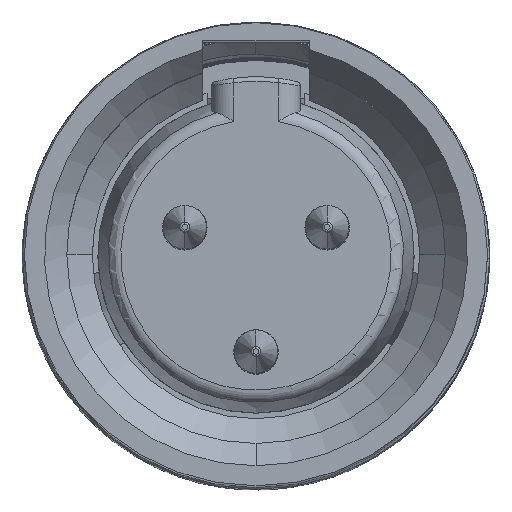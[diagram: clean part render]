
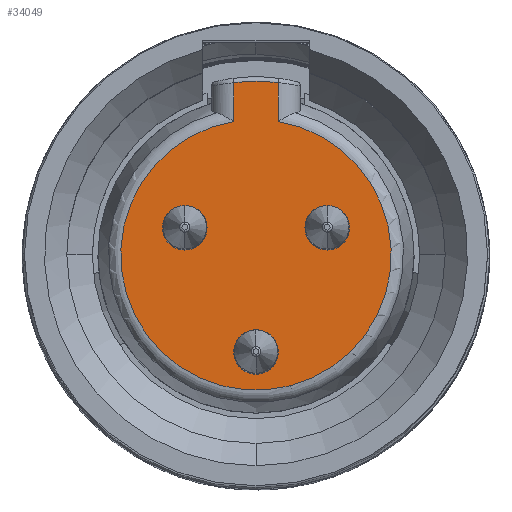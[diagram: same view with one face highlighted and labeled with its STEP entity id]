
A CAD part, top view. The second image highlights one B-rep face of the part: STEP entity #34049.
In plain terms, the highlighted planar face has unit normal (0, 0, 1).
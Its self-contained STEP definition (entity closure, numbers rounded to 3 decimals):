
#786 = DIRECTION ( 'NONE',  ( 0., 0., 1. ) ) ;
#798 = AXIS2_PLACEMENT_3D ( 'NONE', #43226, #29550, #36375 ) ;
#992 = ORIENTED_EDGE ( 'NONE', *, *, #31769, .F. ) ;
#1268 = VERTEX_POINT ( 'NONE', #31759 ) ;
#1529 = ORIENTED_EDGE ( 'NONE', *, *, #28557, .F. ) ;
#1798 = CIRCLE ( 'NONE', #28374, 0.5 ) ;
#2526 = PLANE ( 'NONE',  #35591 ) ;
#3095 = EDGE_LOOP ( 'NONE', ( #38972, #13903, #1529, #992 ) ) ;
#3288 = CARTESIAN_POINT ( 'NONE',  ( -1.6, 0.61, -8.8 ) ) ;
#4359 = AXIS2_PLACEMENT_3D ( 'NONE', #33627, #13617, #43881 ) ;
#5575 = DIRECTION ( 'NONE',  ( 1., 0., 0. ) ) ;
#6354 = FACE_BOUND ( 'NONE', #40395, .T. ) ;
#7371 = CARTESIAN_POINT ( 'NONE',  ( 1.6, 0.61, -8.8 ) ) ;
#7615 = LINE ( 'NONE', #29424, #26724 ) ;
#8020 = AXIS2_PLACEMENT_3D ( 'NONE', #27753, #786, #13273 ) ;
#8460 = AXIS2_PLACEMENT_3D ( 'NONE', #3288, #9826, #27032 ) ;
#9054 = CARTESIAN_POINT ( 'NONE',  ( 0., 0., -8.8 ) ) ;
#9471 = CARTESIAN_POINT ( 'NONE',  ( -0.5, 2.996, -8.8 ) ) ;
#9826 = DIRECTION ( 'NONE',  ( 0., 0., -1. ) ) ;
#10301 = CARTESIAN_POINT ( 'NONE',  ( 0.5, 3.868, -8.8 ) ) ;
#10314 = EDGE_LOOP ( 'NONE', ( #33773, #37873 ) ) ;
#10803 = CARTESIAN_POINT ( 'NONE',  ( 0., 0., -8.8 ) ) ;
#11062 = DIRECTION ( 'NONE',  ( 0., 0., -1. ) ) ;
#11206 = EDGE_CURVE ( 'NONE', #14497, #24152, #24830, .T. ) ;
#12559 = DIRECTION ( 'NONE',  ( 0., 0., -1. ) ) ;
#13155 = VERTEX_POINT ( 'NONE', #27821 ) ;
#13273 = DIRECTION ( 'NONE',  ( -0.165, 0.986, 0. ) ) ;
#13617 = DIRECTION ( 'NONE',  ( 0., 0., -1. ) ) ;
#13903 = ORIENTED_EDGE ( 'NONE', *, *, #22861, .T. ) ;
#14497 = VERTEX_POINT ( 'NONE', #28135 ) ;
#14615 = EDGE_LOOP ( 'NONE', ( #25279, #17442 ) ) ;
#14950 = CIRCLE ( 'NONE', #24456, 0.5 ) ;
#15635 = VERTEX_POINT ( 'NONE', #37815 ) ;
#17347 = VERTEX_POINT ( 'NONE', #36346 ) ;
#17442 = ORIENTED_EDGE ( 'NONE', *, *, #41100, .T. ) ;
#17496 = EDGE_CURVE ( 'NONE', #13155, #18790, #36893, .T. ) ;
#18088 = LINE ( 'NONE', #9471, #37648 ) ;
#18790 = VERTEX_POINT ( 'NONE', #20787 ) ;
#18885 = DIRECTION ( 'NONE',  ( 1., 0., 0. ) ) ;
#19212 = CIRCLE ( 'NONE', #8020, 3.037 ) ;
#20191 = VERTEX_POINT ( 'NONE', #20567 ) ;
#20410 = EDGE_CURVE ( 'NONE', #24152, #14497, #1798, .T. ) ;
#20567 = CARTESIAN_POINT ( 'NONE',  ( 0.5, -2.18, -8.8 ) ) ;
#20787 = CARTESIAN_POINT ( 'NONE',  ( -1.1, 0.61, -8.8 ) ) ;
#22083 = DIRECTION ( 'NONE',  ( 0., 0., -1. ) ) ;
#22731 = AXIS2_PLACEMENT_3D ( 'NONE', #22822, #12559, #30023 ) ;
#22822 = CARTESIAN_POINT ( 'NONE',  ( 0., -2.18, -8.8 ) ) ;
#22861 = EDGE_CURVE ( 'NONE', #17347, #1268, #19212, .T. ) ;
#24152 = VERTEX_POINT ( 'NONE', #42814 ) ;
#24456 = AXIS2_PLACEMENT_3D ( 'NONE', #32421, #22083, #5575 ) ;
#24830 = CIRCLE ( 'NONE', #4359, 0.5 ) ;
#25279 = ORIENTED_EDGE ( 'NONE', *, *, #28526, .T. ) ;
#26381 = DIRECTION ( 'NONE',  ( 0., 1., 0. ) ) ;
#26724 = VECTOR ( 'NONE', #32996, 1000. ) ;
#27032 = DIRECTION ( 'NONE',  ( -1., 0., 0. ) ) ;
#27753 = CARTESIAN_POINT ( 'NONE',  ( 0., 0., -8.8 ) ) ;
#27821 = CARTESIAN_POINT ( 'NONE',  ( -2.1, 0.61, -8.8 ) ) ;
#28135 = CARTESIAN_POINT ( 'NONE',  ( 1.1, 0.61, -8.8 ) ) ;
#28374 = AXIS2_PLACEMENT_3D ( 'NONE', #7371, #11062, #34449 ) ;
#28526 = EDGE_CURVE ( 'NONE', #15635, #20191, #33594, .T. ) ;
#28557 = EDGE_CURVE ( 'NONE', #43684, #1268, #7615, .T. ) ;
#28611 = FACE_OUTER_BOUND ( 'NONE', #3095, .T. ) ;
#29424 = CARTESIAN_POINT ( 'NONE',  ( 0.5, 3.868, -8.8 ) ) ;
#29550 = DIRECTION ( 'NONE',  ( 0., 0., -1. ) ) ;
#30023 = DIRECTION ( 'NONE',  ( -1., 0., 0. ) ) ;
#30029 = VERTEX_POINT ( 'NONE', #32254 ) ;
#30148 = AXIS2_PLACEMENT_3D ( 'NONE', #10803, #31686, #35463 ) ;
#31171 = EDGE_CURVE ( 'NONE', #18790, #13155, #14950, .T. ) ;
#31686 = DIRECTION ( 'NONE',  ( 0., 0., -1. ) ) ;
#31689 = EDGE_CURVE ( 'NONE', #17347, #30029, #18088, .T. ) ;
#31759 = CARTESIAN_POINT ( 'NONE',  ( 0.5, 2.996, -8.8 ) ) ;
#31769 = EDGE_CURVE ( 'NONE', #30029, #43684, #35016, .T. ) ;
#32254 = CARTESIAN_POINT ( 'NONE',  ( -0.5, 3.868, -8.8 ) ) ;
#32421 = CARTESIAN_POINT ( 'NONE',  ( -1.6, 0.61, -8.8 ) ) ;
#32996 = DIRECTION ( 'NONE',  ( 0., -1., 0. ) ) ;
#33594 = CIRCLE ( 'NONE', #22731, 0.5 ) ;
#33627 = CARTESIAN_POINT ( 'NONE',  ( 1.6, 0.61, -8.8 ) ) ;
#33773 = ORIENTED_EDGE ( 'NONE', *, *, #17496, .T. ) ;
#34049 = ADVANCED_FACE ( 'NONE', ( #28611, #6354, #36009, #36560 ), #2526, .F. ) ;
#34449 = DIRECTION ( 'NONE',  ( 1., 0., 0. ) ) ;
#35016 = CIRCLE ( 'NONE', #30148, 3.9 ) ;
#35463 = DIRECTION ( 'NONE',  ( -0.128, 0.992, 0. ) ) ;
#35591 = AXIS2_PLACEMENT_3D ( 'NONE', #9054, #43012, #18885 ) ;
#36009 = FACE_BOUND ( 'NONE', #10314, .T. ) ;
#36346 = CARTESIAN_POINT ( 'NONE',  ( -0.5, 2.996, -8.8 ) ) ;
#36375 = DIRECTION ( 'NONE',  ( 1., 0., 0. ) ) ;
#36560 = FACE_BOUND ( 'NONE', #14615, .T. ) ;
#36893 = CIRCLE ( 'NONE', #8460, 0.5 ) ;
#37389 = ORIENTED_EDGE ( 'NONE', *, *, #20410, .T. ) ;
#37648 = VECTOR ( 'NONE', #26381, 1000. ) ;
#37815 = CARTESIAN_POINT ( 'NONE',  ( -0.5, -2.18, -8.8 ) ) ;
#37873 = ORIENTED_EDGE ( 'NONE', *, *, #31171, .T. ) ;
#38972 = ORIENTED_EDGE ( 'NONE', *, *, #31689, .F. ) ;
#40395 = EDGE_LOOP ( 'NONE', ( #43045, #37389 ) ) ;
#41100 = EDGE_CURVE ( 'NONE', #20191, #15635, #41984, .T. ) ;
#41984 = CIRCLE ( 'NONE', #798, 0.5 ) ;
#42814 = CARTESIAN_POINT ( 'NONE',  ( 2.1, 0.61, -8.8 ) ) ;
#43012 = DIRECTION ( 'NONE',  ( 0., 0., -1. ) ) ;
#43045 = ORIENTED_EDGE ( 'NONE', *, *, #11206, .T. ) ;
#43226 = CARTESIAN_POINT ( 'NONE',  ( 0., -2.18, -8.8 ) ) ;
#43684 = VERTEX_POINT ( 'NONE', #10301 ) ;
#43881 = DIRECTION ( 'NONE',  ( -1., 0., 0. ) ) ;
